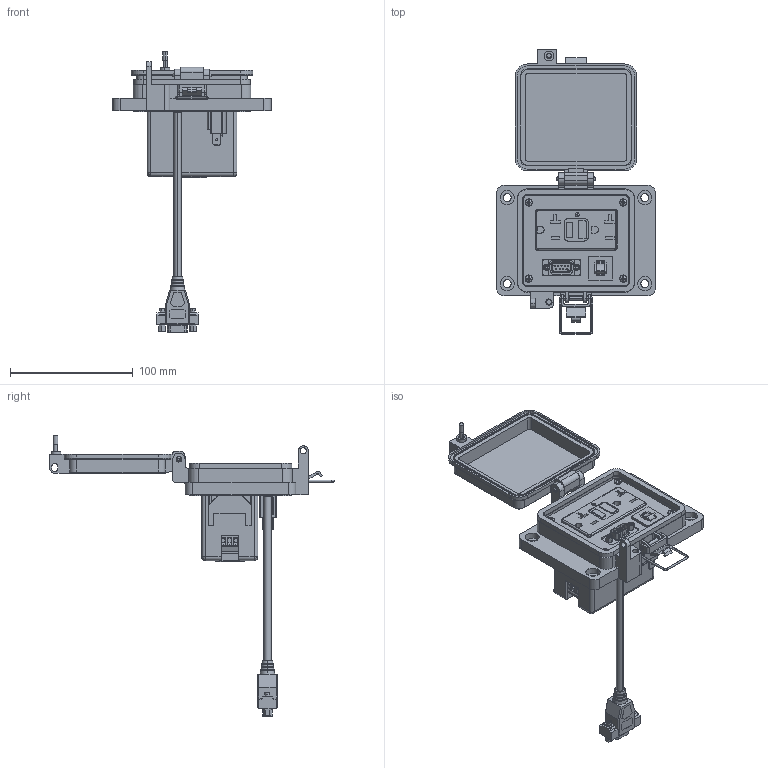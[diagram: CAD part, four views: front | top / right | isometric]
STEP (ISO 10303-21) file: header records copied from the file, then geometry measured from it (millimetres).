
FILE_DESCRIPTION (( 'STEP AP214' ), '1' );
FILE_NAME ('P-P1-K3RF3_3D.STEP', '2017-11-06T20:16:45', ( '' ), ( '' ), 'SwSTEP 2.0', 'SolidWorks 2017', '' );
FILE_SCHEMA (( 'AUTOMOTIVE_DESIGN' ));
Length unit declared in the file: millimetre
Products named in the file (11): Z-CB-SM; Z-000-440316 NUT_95130A110; Z-000-440316 JACK SCREW_92710A212; P1; P-P1-K3RF3_FP; P-P1-K3RF3_BP; P-P1-K3RF3_3D; 92005A124_METRIC PAN HEAD PHILLIPS MACHINE SCREW_92005A124; Z-H-K3_B; RF; Z-200-OTLT-RIOF_RF
Assembly tree (15 placements, depth 3):
  P-P1-K3RF3_3D
    P-P1-K3RF3_BP
    P-P1-K3RF3_FP
    P1
    Z-000-440316 JACK SCREW_92710A212  x2
    Z-000-440316 NUT_95130A110  x2
    Z-CB-SM
    RF
      Z-200-OTLT-RIOF_RF
    Z-H-K3_B
    92005A124_METRIC PAN HEAD PHILLIPS MACHINE SCREW_92005A124  x4
Bounding box: 129 x 231.28 x 228.21 mm (x, y, z)
Volume: 293078.3 mm3; surface area: 167123.3 mm2
Topology: 34 solids, 34 shells, 3470 faces, 9415 edges, 6147 vertices
Faces by surface type: plane 1613, cylinder 1484, bspline 184, cone 137, torus 44, sphere 8
Entity records: 123508 total; most frequent: CARTESIAN_POINT 31468, ORIENTED_EDGE 14766, DIRECTION 13107, EDGE_CURVE 7383, VERTEX_POINT 4829, VECTOR 4729, LINE 4729, AXIS2_PLACEMENT_3D 4189
